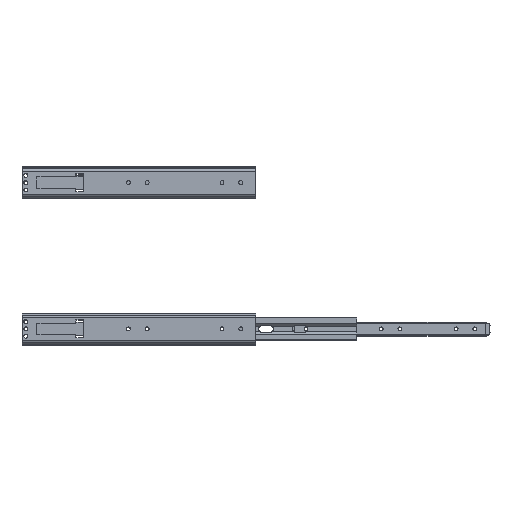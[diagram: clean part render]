
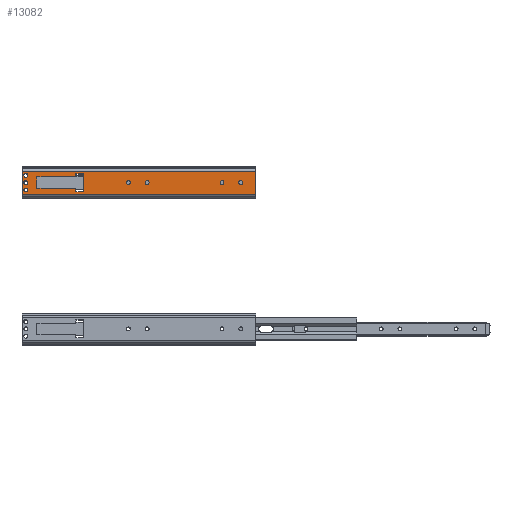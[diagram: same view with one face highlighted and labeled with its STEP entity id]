
A CAD part, top view. The second image highlights one B-rep face of the part: STEP entity #13082.
In plain terms, the highlighted face is planar.
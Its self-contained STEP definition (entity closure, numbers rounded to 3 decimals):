
#8438=CARTESIAN_POINT('',(-396.8,-12.5,0.));
#8439=VERTEX_POINT('',#8438);
#8440=CARTESIAN_POINT('',(-393.5,-12.5,0.0));
#8441=DIRECTION('',(0.0,0.0,1.0));
#8442=DIRECTION('',(1.0,0.0,0.0));
#8443=AXIS2_PLACEMENT_3D('',#8440,#8441,#8442);
#8444=CIRCLE('',#8443,3.3);
#8445=EDGE_CURVE('',#8439,#8439,#8444,.T.);
#8466=CARTESIAN_POINT('',(-396.8,0.,0.));
#8467=VERTEX_POINT('',#8466);
#8468=CARTESIAN_POINT('',(-393.5,0.,0.0));
#8469=DIRECTION('',(0.0,0.0,1.0));
#8470=DIRECTION('',(1.0,0.0,0.0));
#8471=AXIS2_PLACEMENT_3D('',#8468,#8469,#8470);
#8472=CIRCLE('',#8471,3.3);
#8473=EDGE_CURVE('',#8467,#8467,#8472,.T.);
#8494=CARTESIAN_POINT('',(-396.8,12.5,0.));
#8495=VERTEX_POINT('',#8494);
#8496=CARTESIAN_POINT('',(-393.5,12.5,0.0));
#8497=DIRECTION('',(0.0,0.0,1.0));
#8498=DIRECTION('',(1.0,0.0,0.0));
#8499=AXIS2_PLACEMENT_3D('',#8496,#8497,#8498);
#8500=CIRCLE('',#8499,3.3);
#8501=EDGE_CURVE('',#8495,#8495,#8500,.T.);
#8522=CARTESIAN_POINT('',(-221.3,0.,0.));
#8523=VERTEX_POINT('',#8522);
#8524=CARTESIAN_POINT('',(-218.0,0.,0.0));
#8525=DIRECTION('',(0.0,0.0,1.0));
#8526=DIRECTION('',(1.0,0.0,0.0));
#8527=AXIS2_PLACEMENT_3D('',#8524,#8525,#8526);
#8528=CIRCLE('',#8527,3.3);
#8529=EDGE_CURVE('',#8523,#8523,#8528,.T.);
#8550=CARTESIAN_POINT('',(-189.3,0.,0.));
#8551=VERTEX_POINT('',#8550);
#8552=CARTESIAN_POINT('',(-186.0,0.,0.0));
#8553=DIRECTION('',(0.0,0.0,1.0));
#8554=DIRECTION('',(1.0,0.0,0.0));
#8555=AXIS2_PLACEMENT_3D('',#8552,#8553,#8554);
#8556=CIRCLE('',#8555,3.3);
#8557=EDGE_CURVE('',#8551,#8551,#8556,.T.);
#8578=CARTESIAN_POINT('',(-61.3,0.,0.));
#8579=VERTEX_POINT('',#8578);
#8580=CARTESIAN_POINT('',(-58.,0.,0.0));
#8581=DIRECTION('',(0.0,0.0,1.0));
#8582=DIRECTION('',(1.0,0.0,0.0));
#8583=AXIS2_PLACEMENT_3D('',#8580,#8581,#8582);
#8584=CIRCLE('',#8583,3.3);
#8585=EDGE_CURVE('',#8579,#8579,#8584,.T.);
#8606=CARTESIAN_POINT('',(-29.3,0.,0.));
#8607=VERTEX_POINT('',#8606);
#8608=CARTESIAN_POINT('',(-26.,0.,0.0));
#8609=DIRECTION('',(0.0,0.0,1.0));
#8610=DIRECTION('',(1.0,0.0,0.0));
#8611=AXIS2_PLACEMENT_3D('',#8608,#8609,#8610);
#8612=CIRCLE('',#8611,3.3);
#8613=EDGE_CURVE('',#8607,#8607,#8612,.T.);
#12277=CARTESIAN_POINT('',(-374.5,9.9,0.0));
#12278=VERTEX_POINT('',#12277);
#12279=CARTESIAN_POINT('',(-374.5,-9.9,0.0));
#12280=VERTEX_POINT('',#12279);
#12281=CARTESIAN_POINT('',(-374.5,9.9,0.0));
#12282=DIRECTION('',(0.0,-1.0,0.0));
#12283=VECTOR('',#12282,19.8);
#12284=LINE('',#12281,#12283);
#12285=EDGE_CURVE('',#12278,#12280,#12284,.T.);
#12308=CARTESIAN_POINT('',(-308.,-9.9,0.0));
#12309=VERTEX_POINT('',#12308);
#12310=CARTESIAN_POINT('',(-374.5,-9.9,0.0));
#12311=DIRECTION('',(1.0,0.0,0.0));
#12312=VECTOR('',#12311,66.5);
#12313=LINE('',#12310,#12312);
#12314=EDGE_CURVE('',#12280,#12309,#12313,.T.);
#12332=CARTESIAN_POINT('',(-308.,-15.25,0.0));
#12333=VERTEX_POINT('',#12332);
#12334=CARTESIAN_POINT('',(-308.,-9.9,0.0));
#12335=DIRECTION('',(0.0,-1.0,0.0));
#12336=VECTOR('',#12335,5.35);
#12337=LINE('',#12334,#12336);
#12338=EDGE_CURVE('',#12309,#12333,#12337,.T.);
#12357=CARTESIAN_POINT('',(-294.5,-15.25,0.0));
#12358=VERTEX_POINT('',#12357);
#12359=CARTESIAN_POINT('',(-308.,-15.25,0.0));
#12360=DIRECTION('',(1.0,0.0,0.0));
#12361=VECTOR('',#12360,13.5);
#12362=LINE('',#12359,#12361);
#12363=EDGE_CURVE('',#12333,#12358,#12362,.T.);
#12381=CARTESIAN_POINT('',(-308.,9.9,0.0));
#12382=VERTEX_POINT('',#12381);
#12383=CARTESIAN_POINT('',(-308.,9.9,0.0));
#12384=DIRECTION('',(-1.0,0.0,0.0));
#12385=VECTOR('',#12384,66.5);
#12386=LINE('',#12383,#12385);
#12387=EDGE_CURVE('',#12382,#12278,#12386,.T.);
#12405=CARTESIAN_POINT('',(-308.,15.25,0.0));
#12406=VERTEX_POINT('',#12405);
#12407=CARTESIAN_POINT('',(-308.,15.25,0.0));
#12408=DIRECTION('',(0.0,-1.0,0.0));
#12409=VECTOR('',#12408,5.35);
#12410=LINE('',#12407,#12409);
#12411=EDGE_CURVE('',#12406,#12382,#12410,.T.);
#12430=CARTESIAN_POINT('',(-294.5,15.25,0.0));
#12431=VERTEX_POINT('',#12430);
#12432=CARTESIAN_POINT('',(-294.5,-15.25,0.0));
#12433=DIRECTION('',(0.0,1.0,0.0));
#12434=VECTOR('',#12433,30.5);
#12435=LINE('',#12432,#12434);
#12436=EDGE_CURVE('',#12358,#12431,#12435,.T.);
#12456=CARTESIAN_POINT('',(-294.5,15.25,0.0));
#12457=DIRECTION('',(-1.0,0.0,0.0));
#12458=VECTOR('',#12457,13.5);
#12459=LINE('',#12456,#12458);
#12460=EDGE_CURVE('',#12431,#12406,#12459,.T.);
#12712=CARTESIAN_POINT('',(-400.0,19.798,0.0));
#12713=VERTEX_POINT('',#12712);
#12729=CARTESIAN_POINT('',(0.,19.798,0.0));
#12730=VERTEX_POINT('',#12729);
#12738=CARTESIAN_POINT('',(-400.0,19.798,0.0));
#12739=DIRECTION('',(1.0,0.0,0.0));
#12740=VECTOR('',#12739,400.0);
#12741=LINE('',#12738,#12740);
#12742=EDGE_CURVE('',#12713,#12730,#12741,.T.);
#12845=CARTESIAN_POINT('',(-400.0,-19.798,0.0));
#12846=VERTEX_POINT('',#12845);
#12854=CARTESIAN_POINT('',(0.,-19.798,0.0));
#12855=VERTEX_POINT('',#12854);
#12856=CARTESIAN_POINT('',(-400.0,-19.798,0.0));
#12857=DIRECTION('',(1.0,0.0,0.0));
#12858=VECTOR('',#12857,400.0);
#12859=LINE('',#12856,#12858);
#12860=EDGE_CURVE('',#12846,#12855,#12859,.T.);
#13030=CARTESIAN_POINT('',(-200.,0.,0.0));
#13031=DIRECTION('',(0.0,0.0,1.0));
#13032=DIRECTION('',(1.0,0.0,0.0));
#13033=AXIS2_PLACEMENT_3D('',#13030,#13031,#13032);
#13034=PLANE('',#13033);
#13035=ORIENTED_EDGE('',*,*,#12742,.T.);
#13036=CARTESIAN_POINT('',(0.,19.798,0.0));
#13037=DIRECTION('',(0.0,-1.0,0.0));
#13038=VECTOR('',#13037,39.595);
#13039=LINE('',#13036,#13038);
#13040=EDGE_CURVE('',#12730,#12855,#13039,.T.);
#13041=ORIENTED_EDGE('',*,*,#13040,.T.);
#13042=ORIENTED_EDGE('',*,*,#12860,.F.);
#13043=CARTESIAN_POINT('',(-400.0,-19.798,0.0));
#13044=DIRECTION('',(0.0,1.0,0.0));
#13045=VECTOR('',#13044,39.595);
#13046=LINE('',#13043,#13045);
#13047=EDGE_CURVE('',#12846,#12713,#13046,.T.);
#13048=ORIENTED_EDGE('',*,*,#13047,.T.);
#13049=EDGE_LOOP('',(#13035,#13041,#13042,#13048));
#13050=FACE_OUTER_BOUND('',#13049,.T.);
#13051=ORIENTED_EDGE('',*,*,#8445,.T.);
#13052=EDGE_LOOP('',(#13051));
#13053=FACE_BOUND('',#13052,.T.);
#13054=ORIENTED_EDGE('',*,*,#8473,.T.);
#13055=EDGE_LOOP('',(#13054));
#13056=FACE_BOUND('',#13055,.T.);
#13057=ORIENTED_EDGE('',*,*,#8501,.T.);
#13058=EDGE_LOOP('',(#13057));
#13059=FACE_BOUND('',#13058,.T.);
#13060=ORIENTED_EDGE('',*,*,#8529,.T.);
#13061=EDGE_LOOP('',(#13060));
#13062=FACE_BOUND('',#13061,.T.);
#13063=ORIENTED_EDGE('',*,*,#8557,.T.);
#13064=EDGE_LOOP('',(#13063));
#13065=FACE_BOUND('',#13064,.T.);
#13066=ORIENTED_EDGE('',*,*,#8585,.T.);
#13067=EDGE_LOOP('',(#13066));
#13068=FACE_BOUND('',#13067,.T.);
#13069=ORIENTED_EDGE('',*,*,#8613,.T.);
#13070=EDGE_LOOP('',(#13069));
#13071=FACE_BOUND('',#13070,.T.);
#13072=ORIENTED_EDGE('',*,*,#12436,.T.);
#13073=ORIENTED_EDGE('',*,*,#12460,.T.);
#13074=ORIENTED_EDGE('',*,*,#12411,.T.);
#13075=ORIENTED_EDGE('',*,*,#12387,.T.);
#13076=ORIENTED_EDGE('',*,*,#12285,.T.);
#13077=ORIENTED_EDGE('',*,*,#12314,.T.);
#13078=ORIENTED_EDGE('',*,*,#12338,.T.);
#13079=ORIENTED_EDGE('',*,*,#12363,.T.);
#13080=EDGE_LOOP('',(#13072,#13073,#13074,#13075,#13076,#13077,#13078,#13079));
#13081=FACE_BOUND('',#13080,.T.);
#13082=ADVANCED_FACE('',(#13050,#13053,#13056,#13059,#13062,#13065,#13068,#13071,#13081),#13034,.F.);
